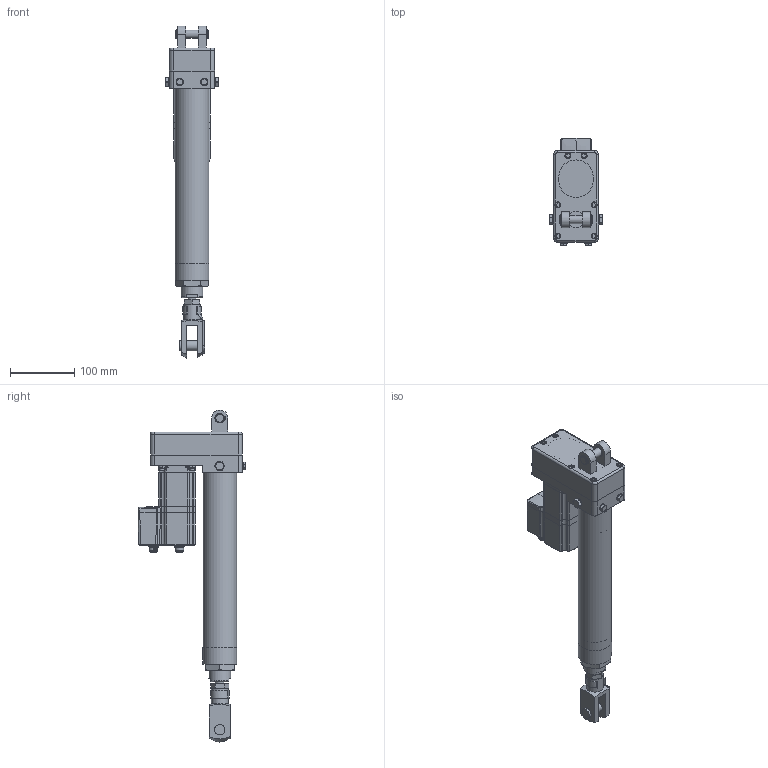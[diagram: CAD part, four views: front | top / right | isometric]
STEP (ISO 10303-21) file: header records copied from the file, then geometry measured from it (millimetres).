
FILE_DESCRIPTION (( 'STEP AP203' ), '1' );
FILE_NAME ('ERD-491763-1.step', '2025-06-30T16:28:29', ( '' ), ( '' ), 'SwSTEP 2.0', 'SolidWorks 2024', '' );
FILE_SCHEMA (( 'CONFIG_CONTROL_DESIGN' ));
Length unit declared in the file: inch
Products named in the file (6): tempJoin0_21939327_ERD-491763-1; 21939201_ERD-491763-1; Base_ERD-491763-1; 21939132_ERD-491763-1; 36049352_ERD-491763-1; ERD-491763-1
Assembly tree (5 placements, depth 2):
  ERD-491763-1
    tempJoin0_21939327_ERD-491763-1
    21939132_ERD-491763-1
    21939201_ERD-491763-1
    36049352_ERD-491763-1
    Base_ERD-491763-1
Bounding box: 82.99 x 166.56 x 515.07 mm (x, y, z)
Volume: 1296270.3 mm3; surface area: 328069 mm2
Topology: 13 solids, 37 shells, 2657 faces, 6553 edges, 4134 vertices
Faces by surface type: plane 1349, cylinder 716, cone 232, bspline 211, torus 129, sphere 20
Full cylindrical faces by diameter (mm): 1 x32, 1.194 x4, 2 x4, 2.5 x6, 2.647 x1, 3.3 x1, 3.505 x1, 4 x8, 4.2 x10, 5 x16, 5.001 x4, 5.232 x6, 5.486 x4, 5.613 x4, 5.74 x1, 6.35 x3, 6.8 x2, 7 x4, 8 x1, 8.5 x10, 9.144 x6, 9.652 x4, 9.754 x4, 10.7 x1, 10.9 x1, 11.13 x2, 11.252 x2, 11.887 x2, 12.2 x3, 12.7 x5
Entity records: 91925 total; most frequent: CARTESIAN_POINT 32624, ORIENTED_EDGE 12050, DIRECTION 11638, EDGE_CURVE 6025, AXIS2_PLACEMENT_3D 4382, VERTEX_POINT 3949, EDGE_LOOP 3222, VECTOR 2874
